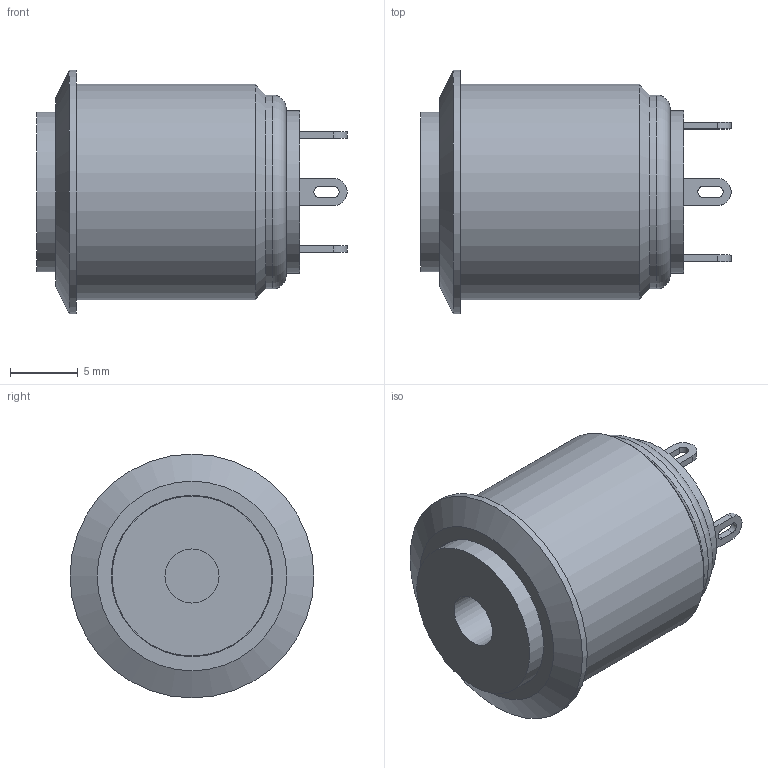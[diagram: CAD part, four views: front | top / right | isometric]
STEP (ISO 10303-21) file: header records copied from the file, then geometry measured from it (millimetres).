
FILE_DESCRIPTION((' '),'2;1');
FILE_NAME('PV6H240xx-2xx.stp','2017-07-28T14:08:42',(' '),(' '),' ','ACIS',' ');
FILE_SCHEMA(('CONFIG_CONTROL_DESIGN'));
Length unit declared in the file: inch
Products named in the file (3): PV6H240xx-2xx.stp; Body1; Body2
Assembly tree (2 placements, depth 2):
  PV6H240xx-2xx.stp
    Body1
    Body2
Bounding box: 22.9 x 18 x 18 mm (x, y, z)
Volume: 1983.2 mm3; surface area: 2420.7 mm2
Topology: 2 solids, 2 shells, 104 faces, 246 edges, 164 vertices
Faces by surface type: plane 74, cylinder 26, cone 2, torus 2
Full cylindrical faces by diameter (mm): 1.7 x1, 4 x1, 4.8 x1, 11 x1, 11.8 x1, 11.9 x1, 12 x1, 14.3 x1, 15.9 x1, 18 x1
Entity records: 3292 total; most frequent: DIRECTION 502, CARTESIAN_POINT 497, ORIENTED_EDGE 456, EDGE_CURVE 228, VECTOR 172, LINE 172, AXIS2_PLACEMENT_3D 165, VERTEX_POINT 160
